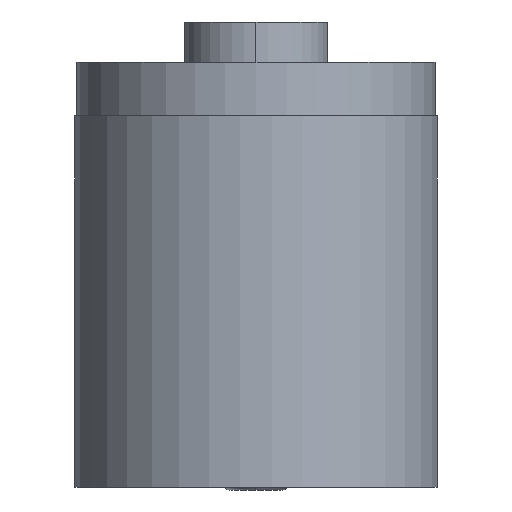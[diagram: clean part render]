
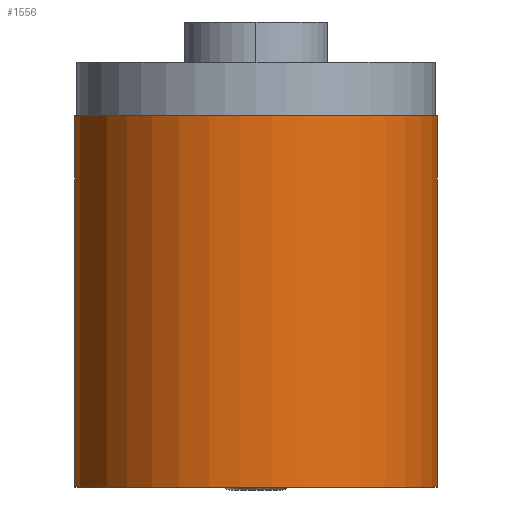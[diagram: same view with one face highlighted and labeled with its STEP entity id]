
A CAD part, front view. The second image highlights one B-rep face of the part: STEP entity #1556.
In plain terms, the highlighted cylindrical face has radius 32.258 mm (diameter 64.516 mm), a partial arc.
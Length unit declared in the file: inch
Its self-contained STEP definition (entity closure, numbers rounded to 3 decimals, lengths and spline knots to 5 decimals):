
#155=CARTESIAN_POINT('',(0.,0.,0.));
#156=DIRECTION('',(0.,0.,1.));
#157=DIRECTION('',(-0.906,0.423,0.));
#158=AXIS2_PLACEMENT_3D('',#155,#156,#157);
#273=DIRECTION('',(0.,0.,1.));
#274=VECTOR('',#273,2.593);
#275=CARTESIAN_POINT('',(1.15095,0.53686,0.));
#276=LINE('',#275,#274);
#280=DIRECTION('',(0.,0.,1.));
#281=VECTOR('',#280,2.593);
#282=CARTESIAN_POINT('',(-1.15095,0.53686,0.));
#283=LINE('',#282,#281);
#308=CARTESIAN_POINT('',(0.,0.,2.593));
#309=DIRECTION('',(0.,0.,1.));
#310=DIRECTION('',(-0.906,0.423,0.));
#311=AXIS2_PLACEMENT_3D('',#308,#309,#310);
#1124=CARTESIAN_POINT('',(-1.15095,0.53686,0.));
#1125=VERTEX_POINT('',#1124);
#1126=CARTESIAN_POINT('',(1.15095,0.53686,0.));
#1127=VERTEX_POINT('',#1126);
#1132=CARTESIAN_POINT('',(-1.15095,0.53686,2.593));
#1133=VERTEX_POINT('',#1132);
#1134=CARTESIAN_POINT('',(1.15095,0.53686,2.593));
#1135=VERTEX_POINT('',#1134);
#1543=CARTESIAN_POINT('',(0.,0.,0.));
#1544=DIRECTION('',(0.,0.,1.));
#1545=DIRECTION('',(1.,0.,0.));
#1546=AXIS2_PLACEMENT_3D('',#1543,#1544,#1545);
#1547=CYLINDRICAL_SURFACE('',#1546,1.27);
#1548=ORIENTED_EDGE('',*,*,#1472,.F.);
#1550=ORIENTED_EDGE('',*,*,#1549,.T.);
#1552=ORIENTED_EDGE('',*,*,#1551,.T.);
#1553=ORIENTED_EDGE('',*,*,#1535,.F.);
#1554=EDGE_LOOP('',(#1548,#1550,#1552,#1553));
#1555=FACE_OUTER_BOUND('',#1554,.F.);
#159=CIRCLE('',#158,1.27);
#312=CIRCLE('',#311,1.27);
#1472=EDGE_CURVE('',#1125,#1127,#159,.T.);
#1535=EDGE_CURVE('',#1127,#1135,#276,.T.);
#1549=EDGE_CURVE('',#1125,#1133,#283,.T.);
#1551=EDGE_CURVE('',#1133,#1135,#312,.T.);
#1556=ADVANCED_FACE('',(#1555),#1547,.T.);
